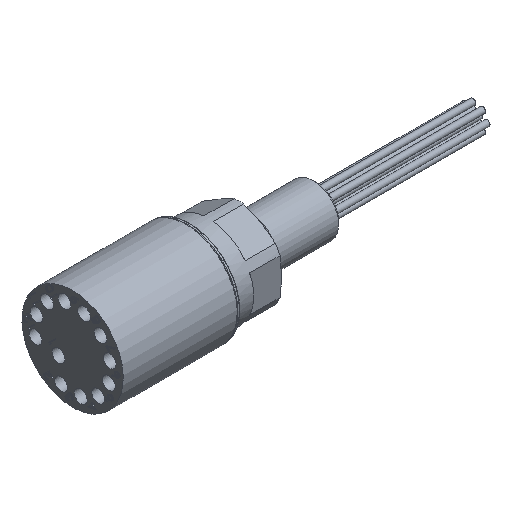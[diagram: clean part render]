
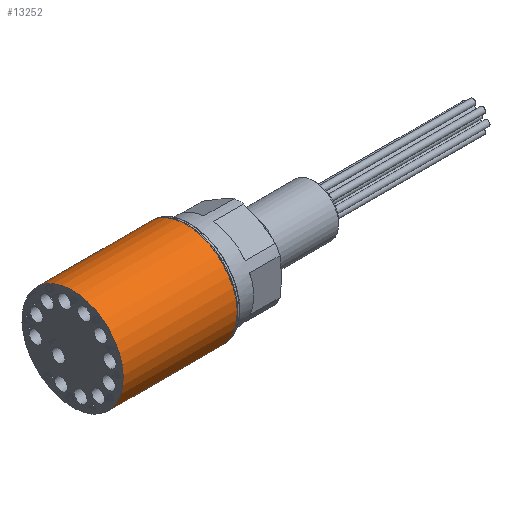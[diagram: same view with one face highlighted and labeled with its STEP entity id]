
A CAD part, isometric view. The second image highlights one B-rep face of the part: STEP entity #13252.
In plain terms, the highlighted cylindrical face has radius 12.7 mm (diameter 25.4 mm), a full revolution.
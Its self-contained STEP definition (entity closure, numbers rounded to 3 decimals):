
#1022=CYLINDRICAL_SURFACE('',#14252,12.7);
#1196=FACE_OUTER_BOUND('',#1940,.T.);
#1940=EDGE_LOOP('',(#8748,#8749,#8750,#8751));
#2712=LINE('',#19951,#3550);
#3550=VECTOR('',#16102,12.7);
#4592=CIRCLE('',#14253,12.7);
#4593=CIRCLE('',#14254,12.7);
#5344=VERTEX_POINT('',#19948);
#5345=VERTEX_POINT('',#19950);
#6708=EDGE_CURVE('',#5344,#5344,#4592,.T.);
#6709=EDGE_CURVE('',#5344,#5345,#2712,.T.);
#6710=EDGE_CURVE('',#5345,#5345,#4593,.T.);
#8748=ORIENTED_EDGE('',*,*,#6708,.T.);
#8749=ORIENTED_EDGE('',*,*,#6709,.T.);
#8750=ORIENTED_EDGE('',*,*,#6710,.F.);
#8751=ORIENTED_EDGE('',*,*,#6709,.F.);
#13252=ADVANCED_FACE('',(#1196),#1022,.T.);
#14252=AXIS2_PLACEMENT_3D('',#19947,#16098,#16099);
#14253=AXIS2_PLACEMENT_3D('',#19949,#16100,#16101);
#14254=AXIS2_PLACEMENT_3D('',#19952,#16103,#16104);
#16098=DIRECTION('center_axis',(1.,0.,0.));
#16099=DIRECTION('ref_axis',(0.,-0.675,-0.738));
#16100=DIRECTION('center_axis',(-1.,0.,0.));
#16101=DIRECTION('ref_axis',(0.,0.675,0.738));
#16102=DIRECTION('',(-1.,0.,0.));
#16103=DIRECTION('center_axis',(-1.,0.,0.));
#16104=DIRECTION('ref_axis',(0.,0.675,0.738));
#19947=CARTESIAN_POINT('Origin',(-25.4,0.,0.));
#19948=CARTESIAN_POINT('',(3.175,8.567,9.376));
#19949=CARTESIAN_POINT('Origin',(3.175,0.,0.));
#19950=CARTESIAN_POINT('',(-25.4,8.567,9.376));
#19951=CARTESIAN_POINT('',(-25.4,8.567,9.376));
#19952=CARTESIAN_POINT('Origin',(-25.4,0.,0.));
